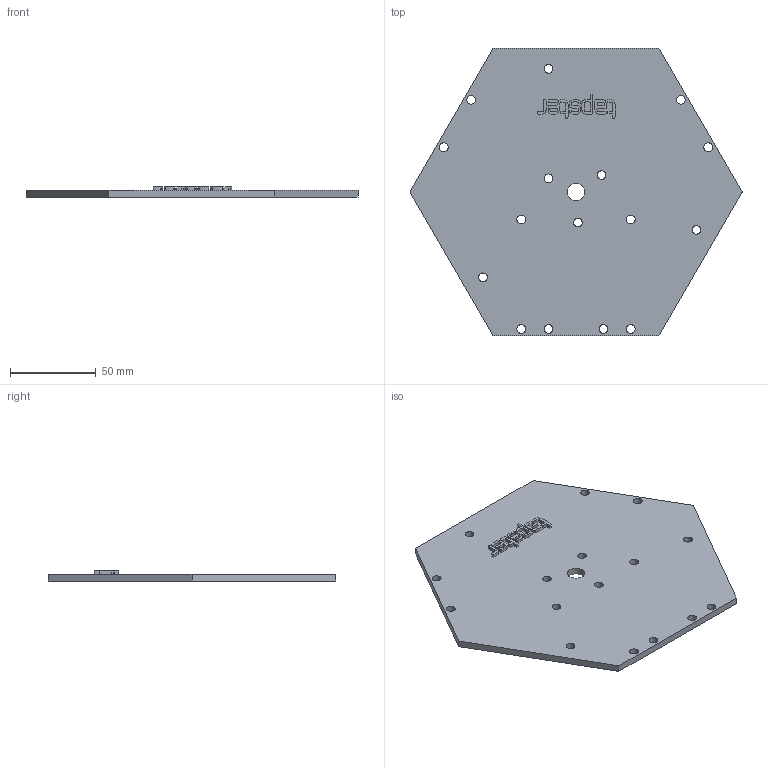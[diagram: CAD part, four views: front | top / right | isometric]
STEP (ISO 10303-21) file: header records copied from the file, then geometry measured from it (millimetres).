
FILE_DESCRIPTION(/* description */ (''),/* implementation_level */ '2;1');
FILE_NAME(/* name */ 'top v1.step',/* time_stamp */ '2021-12-25T17:10:26-05:00',/* author */ (''),/* organization */ (''),/* preprocessor_version */ 'ST-DEVELOPER v18.1',/* originating_system */ 'Autodesk Translation Framework v10.10.0.1391',/* authorisation */ '');
FILE_SCHEMA (('AUTOMOTIVE_DESIGN { 1 0 10303 214 3 1 1 }'));
Length unit declared in the file: millimetre
Products named in the file (1): top
Bounding box: 194 x 168.01 x 6 mm (x, y, z)
Volume: 96570.3 mm3; surface area: 52144.8 mm2
Topology: 1 solids, 1 shells, 135 faces, 369 edges, 246 vertices
Faces by surface type: plane 79, cylinder 44, cone 10, bspline 2
Full cylindrical faces by diameter (mm): 5.1 x16, 10 x1
Entity records: 4880 total; most frequent: CARTESIAN_POINT 1333, ORIENTED_EDGE 738, DIRECTION 707, EDGE_CURVE 369, VERTEX_POINT 246, LINE 237, VECTOR 237, AXIS2_PLACEMENT_3D 235
